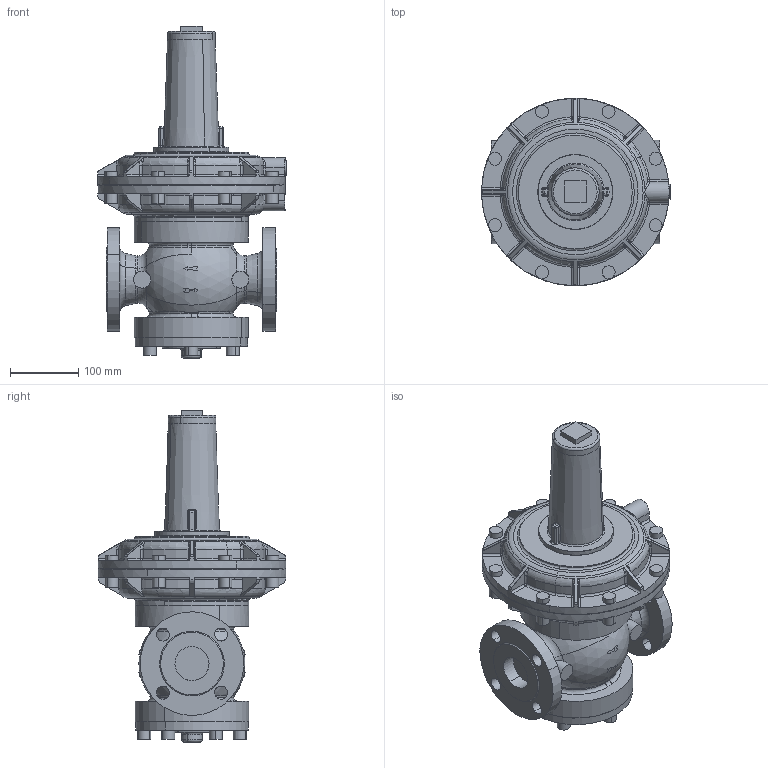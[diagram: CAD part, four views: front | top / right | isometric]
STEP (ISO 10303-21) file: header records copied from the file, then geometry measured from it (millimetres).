
FILE_DESCRIPTION(('CATIA V5 STEP Exchange'),'2;1');
FILE_NAME('R 105 DN 050-275-ANSI.stp','2025-04-23T09:47:35+00:00',('none'),('none'),'CATIA Version 5-6 Release 2018 SP2','CATIA V5 STEP AP203','none');
FILE_SCHEMA(('CONFIG_CONTROL_DESIGN'));
Length unit declared in the file: millimetre
Products named in the file (1): Product5
Assembly tree (2 placements, depth 2):
  Product5
    #57
    #29181
Bounding box: 277 x 274.99 x 487 mm (x, y, z)
Volume: 9230310.5 mm3; surface area: 489531.6 mm2
Topology: 3 solids, 15 shells, 815 faces, 2020 edges, 1209 vertices
Faces by surface type: cylinder 276, plane 183, torus 163, bspline 76, sphere 62, cone 55
Entity records: 30511 total; most frequent: CARTESIAN_POINT 14585, ORIENTED_EDGE 3896, DIRECTION 2085, EDGE_CURVE 1948, AXIS2_PLACEMENT_3D 1209, VERTEX_POINT 1209, EDGE_LOOP 881, CIRCLE 827
